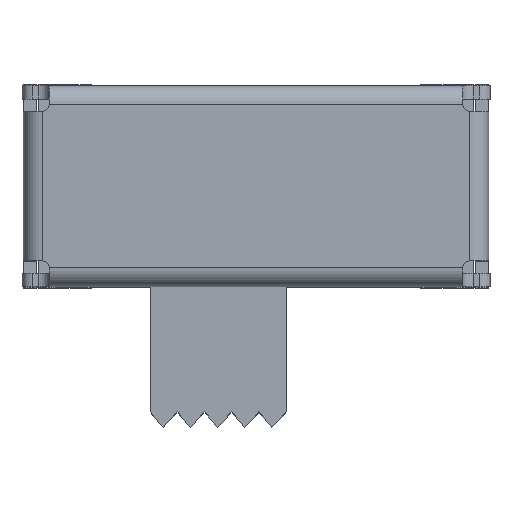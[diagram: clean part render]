
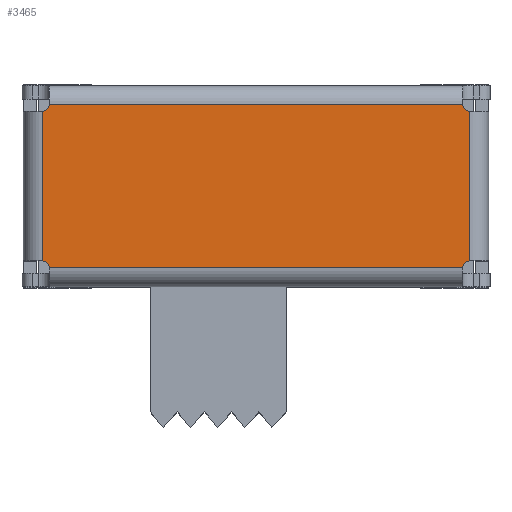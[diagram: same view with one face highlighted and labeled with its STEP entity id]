
A CAD part, top view. The second image highlights one B-rep face of the part: STEP entity #3465.
In plain terms, the highlighted planar face has unit normal (0, 0, 1).
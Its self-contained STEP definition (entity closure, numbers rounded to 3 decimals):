
#1029 = VERTEX_POINT('',#1030);
#1030 = CARTESIAN_POINT('',(-7.6,3.,0.5));
#1045 = CYLINDRICAL_SURFACE('',#1046,0.7);
#1046 = AXIS2_PLACEMENT_3D('',#1047,#1048,#1049);
#1047 = CARTESIAN_POINT('',(-7.6,3.,-0.2));
#1048 = DIRECTION('',(1.,0.,0.));
#1049 = DIRECTION('',(0.,0.,1.));
#1071 = CYLINDRICAL_SURFACE('',#1072,0.25);
#1072 = AXIS2_PLACEMENT_3D('',#1073,#1074,#1075);
#1073 = CARTESIAN_POINT('',(-7.85,3.,0.));
#1074 = DIRECTION('',(-0.,-0.,-1.));
#1075 = DIRECTION('',(1.,0.,0.));
#2628 = VERTEX_POINT('',#2629);
#2629 = CARTESIAN_POINT('',(7.6,3.,0.5));
#2651 = EDGE_CURVE('',#1029,#2628,#2652,.T.);
#2652 = SURFACE_CURVE('',#2653,(#2657,#2664),.PCURVE_S1.);
#2653 = LINE('',#2654,#2655);
#2654 = CARTESIAN_POINT('',(-7.6,3.,0.5));
#2655 = VECTOR('',#2656,1.);
#2656 = DIRECTION('',(1.,0.,0.));
#2657 = PCURVE('',#1045,#2658);
#2658 = DEFINITIONAL_REPRESENTATION('',(#2659),#2663);
#2659 = LINE('',#2660,#2661);
#2660 = CARTESIAN_POINT('',(-0.,0.));
#2661 = VECTOR('',#2662,1.);
#2662 = DIRECTION('',(-0.,1.));
#2663 = ( GEOMETRIC_REPRESENTATION_CONTEXT(2) 
PARAMETRIC_REPRESENTATION_CONTEXT() REPRESENTATION_CONTEXT('2D SPACE',''
  ) );
#2664 = PCURVE('',#2665,#2670);
#2665 = PLANE('',#2666);
#2666 = AXIS2_PLACEMENT_3D('',#2667,#2668,#2669);
#2667 = CARTESIAN_POINT('',(0.,0.,0.5));
#2668 = DIRECTION('',(0.,0.,1.));
#2669 = DIRECTION('',(1.,0.,0.));
#2670 = DEFINITIONAL_REPRESENTATION('',(#2671),#2675);
#2671 = LINE('',#2672,#2673);
#2672 = CARTESIAN_POINT('',(-7.6,3.));
#2673 = VECTOR('',#2674,1.);
#2674 = DIRECTION('',(1.,0.));
#2675 = ( GEOMETRIC_REPRESENTATION_CONTEXT(2) 
PARAMETRIC_REPRESENTATION_CONTEXT() REPRESENTATION_CONTEXT('2D SPACE',''
  ) );
#2683 = VERTEX_POINT('',#2684);
#2684 = CARTESIAN_POINT('',(-7.85,2.75,0.5));
#2710 = EDGE_CURVE('',#2683,#1029,#2711,.T.);
#2711 = SURFACE_CURVE('',#2712,(#2717,#2724),.PCURVE_S1.);
#2712 = CIRCLE('',#2713,0.25);
#2713 = AXIS2_PLACEMENT_3D('',#2714,#2715,#2716);
#2714 = CARTESIAN_POINT('',(-7.85,3.,0.5));
#2715 = DIRECTION('',(0.,0.,1.));
#2716 = DIRECTION('',(1.,0.,0.));
#2717 = PCURVE('',#1071,#2718);
#2718 = DEFINITIONAL_REPRESENTATION('',(#2719),#2723);
#2719 = LINE('',#2720,#2721);
#2720 = CARTESIAN_POINT('',(-0.,-0.5));
#2721 = VECTOR('',#2722,1.);
#2722 = DIRECTION('',(-1.,0.));
#2723 = ( GEOMETRIC_REPRESENTATION_CONTEXT(2) 
PARAMETRIC_REPRESENTATION_CONTEXT() REPRESENTATION_CONTEXT('2D SPACE',''
  ) );
#2724 = PCURVE('',#2665,#2725);
#2725 = DEFINITIONAL_REPRESENTATION('',(#2726),#2730);
#2726 = CIRCLE('',#2727,0.25);
#2727 = AXIS2_PLACEMENT_2D('',#2728,#2729);
#2728 = CARTESIAN_POINT('',(-7.85,3.));
#2729 = DIRECTION('',(1.,0.));
#2730 = ( GEOMETRIC_REPRESENTATION_CONTEXT(2) 
PARAMETRIC_REPRESENTATION_CONTEXT() REPRESENTATION_CONTEXT('2D SPACE',''
  ) );
#2931 = CYLINDRICAL_SURFACE('',#2932,0.25);
#2932 = AXIS2_PLACEMENT_3D('',#2933,#2934,#2935);
#2933 = CARTESIAN_POINT('',(7.85,3.,0.));
#2934 = DIRECTION('',(-0.,-0.,-1.));
#2935 = DIRECTION('',(1.,0.,0.));
#2992 = CYLINDRICAL_SURFACE('',#2993,0.25);
#2993 = AXIS2_PLACEMENT_3D('',#2994,#2995,#2996);
#2994 = CARTESIAN_POINT('',(-7.85,-3.,0.));
#2995 = DIRECTION('',(-0.,-0.,-1.));
#2996 = DIRECTION('',(1.,0.,0.));
#3049 = CYLINDRICAL_SURFACE('',#3050,0.25);
#3050 = AXIS2_PLACEMENT_3D('',#3051,#3052,#3053);
#3051 = CARTESIAN_POINT('',(7.85,-3.,0.));
#3052 = DIRECTION('',(-0.,-0.,-1.));
#3053 = DIRECTION('',(1.,0.,0.));
#3465 = ADVANCED_FACE('',(#3466),#2665,.T.);
#3466 = FACE_BOUND('',#3467,.T.);
#3467 = EDGE_LOOP('',(#3468,#3469,#3497,#3521,#3549,#3573,#3601,#3623));
#3468 = ORIENTED_EDGE('',*,*,#2710,.F.);
#3469 = ORIENTED_EDGE('',*,*,#3470,.T.);
#3470 = EDGE_CURVE('',#2683,#3471,#3473,.T.);
#3471 = VERTEX_POINT('',#3472);
#3472 = CARTESIAN_POINT('',(-7.85,-2.75,0.5));
#3473 = SURFACE_CURVE('',#3474,(#3478,#3485),.PCURVE_S1.);
#3474 = LINE('',#3475,#3476);
#3475 = CARTESIAN_POINT('',(-7.85,2.75,0.5));
#3476 = VECTOR('',#3477,1.);
#3477 = DIRECTION('',(0.,-1.,0.));
#3478 = PCURVE('',#2665,#3479);
#3479 = DEFINITIONAL_REPRESENTATION('',(#3480),#3484);
#3480 = LINE('',#3481,#3482);
#3481 = CARTESIAN_POINT('',(-7.85,2.75));
#3482 = VECTOR('',#3483,1.);
#3483 = DIRECTION('',(0.,-1.));
#3484 = ( GEOMETRIC_REPRESENTATION_CONTEXT(2) 
PARAMETRIC_REPRESENTATION_CONTEXT() REPRESENTATION_CONTEXT('2D SPACE',''
  ) );
#3485 = PCURVE('',#3486,#3491);
#3486 = CYLINDRICAL_SURFACE('',#3487,0.7);
#3487 = AXIS2_PLACEMENT_3D('',#3488,#3489,#3490);
#3488 = CARTESIAN_POINT('',(-7.85,2.75,-0.2));
#3489 = DIRECTION('',(0.,-1.,0.));
#3490 = DIRECTION('',(0.,0.,1.));
#3491 = DEFINITIONAL_REPRESENTATION('',(#3492),#3496);
#3492 = LINE('',#3493,#3494);
#3493 = CARTESIAN_POINT('',(0.,0.));
#3494 = VECTOR('',#3495,1.);
#3495 = DIRECTION('',(0.,1.));
#3496 = ( GEOMETRIC_REPRESENTATION_CONTEXT(2) 
PARAMETRIC_REPRESENTATION_CONTEXT() REPRESENTATION_CONTEXT('2D SPACE',''
  ) );
#3497 = ORIENTED_EDGE('',*,*,#3498,.F.);
#3498 = EDGE_CURVE('',#3499,#3471,#3501,.T.);
#3499 = VERTEX_POINT('',#3500);
#3500 = CARTESIAN_POINT('',(-7.6,-3.,0.5));
#3501 = SURFACE_CURVE('',#3502,(#3507,#3514),.PCURVE_S1.);
#3502 = CIRCLE('',#3503,0.25);
#3503 = AXIS2_PLACEMENT_3D('',#3504,#3505,#3506);
#3504 = CARTESIAN_POINT('',(-7.85,-3.,0.5));
#3505 = DIRECTION('',(0.,0.,1.));
#3506 = DIRECTION('',(1.,0.,0.));
#3507 = PCURVE('',#2665,#3508);
#3508 = DEFINITIONAL_REPRESENTATION('',(#3509),#3513);
#3509 = CIRCLE('',#3510,0.25);
#3510 = AXIS2_PLACEMENT_2D('',#3511,#3512);
#3511 = CARTESIAN_POINT('',(-7.85,-3.));
#3512 = DIRECTION('',(1.,0.));
#3513 = ( GEOMETRIC_REPRESENTATION_CONTEXT(2) 
PARAMETRIC_REPRESENTATION_CONTEXT() REPRESENTATION_CONTEXT('2D SPACE',''
  ) );
#3514 = PCURVE('',#2992,#3515);
#3515 = DEFINITIONAL_REPRESENTATION('',(#3516),#3520);
#3516 = LINE('',#3517,#3518);
#3517 = CARTESIAN_POINT('',(-0.,-0.5));
#3518 = VECTOR('',#3519,1.);
#3519 = DIRECTION('',(-1.,0.));
#3520 = ( GEOMETRIC_REPRESENTATION_CONTEXT(2) 
PARAMETRIC_REPRESENTATION_CONTEXT() REPRESENTATION_CONTEXT('2D SPACE',''
  ) );
#3521 = ORIENTED_EDGE('',*,*,#3522,.F.);
#3522 = EDGE_CURVE('',#3523,#3499,#3525,.T.);
#3523 = VERTEX_POINT('',#3524);
#3524 = CARTESIAN_POINT('',(7.6,-3.,0.5));
#3525 = SURFACE_CURVE('',#3526,(#3530,#3537),.PCURVE_S1.);
#3526 = LINE('',#3527,#3528);
#3527 = CARTESIAN_POINT('',(7.6,-3.,0.5));
#3528 = VECTOR('',#3529,1.);
#3529 = DIRECTION('',(-1.,0.,0.));
#3530 = PCURVE('',#2665,#3531);
#3531 = DEFINITIONAL_REPRESENTATION('',(#3532),#3536);
#3532 = LINE('',#3533,#3534);
#3533 = CARTESIAN_POINT('',(7.6,-3.));
#3534 = VECTOR('',#3535,1.);
#3535 = DIRECTION('',(-1.,0.));
#3536 = ( GEOMETRIC_REPRESENTATION_CONTEXT(2) 
PARAMETRIC_REPRESENTATION_CONTEXT() REPRESENTATION_CONTEXT('2D SPACE',''
  ) );
#3537 = PCURVE('',#3538,#3543);
#3538 = CYLINDRICAL_SURFACE('',#3539,0.7);
#3539 = AXIS2_PLACEMENT_3D('',#3540,#3541,#3542);
#3540 = CARTESIAN_POINT('',(7.6,-3.,-0.2));
#3541 = DIRECTION('',(-1.,0.,0.));
#3542 = DIRECTION('',(0.,0.,1.));
#3543 = DEFINITIONAL_REPRESENTATION('',(#3544),#3548);
#3544 = LINE('',#3545,#3546);
#3545 = CARTESIAN_POINT('',(-0.,0.));
#3546 = VECTOR('',#3547,1.);
#3547 = DIRECTION('',(-0.,1.));
#3548 = ( GEOMETRIC_REPRESENTATION_CONTEXT(2) 
PARAMETRIC_REPRESENTATION_CONTEXT() REPRESENTATION_CONTEXT('2D SPACE',''
  ) );
#3549 = ORIENTED_EDGE('',*,*,#3550,.F.);
#3550 = EDGE_CURVE('',#3551,#3523,#3553,.T.);
#3551 = VERTEX_POINT('',#3552);
#3552 = CARTESIAN_POINT('',(7.85,-2.75,0.5));
#3553 = SURFACE_CURVE('',#3554,(#3559,#3566),.PCURVE_S1.);
#3554 = CIRCLE('',#3555,0.25);
#3555 = AXIS2_PLACEMENT_3D('',#3556,#3557,#3558);
#3556 = CARTESIAN_POINT('',(7.85,-3.,0.5));
#3557 = DIRECTION('',(0.,0.,1.));
#3558 = DIRECTION('',(1.,0.,0.));
#3559 = PCURVE('',#2665,#3560);
#3560 = DEFINITIONAL_REPRESENTATION('',(#3561),#3565);
#3561 = CIRCLE('',#3562,0.25);
#3562 = AXIS2_PLACEMENT_2D('',#3563,#3564);
#3563 = CARTESIAN_POINT('',(7.85,-3.));
#3564 = DIRECTION('',(1.,0.));
#3565 = ( GEOMETRIC_REPRESENTATION_CONTEXT(2) 
PARAMETRIC_REPRESENTATION_CONTEXT() REPRESENTATION_CONTEXT('2D SPACE',''
  ) );
#3566 = PCURVE('',#3049,#3567);
#3567 = DEFINITIONAL_REPRESENTATION('',(#3568),#3572);
#3568 = LINE('',#3569,#3570);
#3569 = CARTESIAN_POINT('',(-0.,-0.5));
#3570 = VECTOR('',#3571,1.);
#3571 = DIRECTION('',(-1.,0.));
#3572 = ( GEOMETRIC_REPRESENTATION_CONTEXT(2) 
PARAMETRIC_REPRESENTATION_CONTEXT() REPRESENTATION_CONTEXT('2D SPACE',''
  ) );
#3573 = ORIENTED_EDGE('',*,*,#3574,.F.);
#3574 = EDGE_CURVE('',#3575,#3551,#3577,.T.);
#3575 = VERTEX_POINT('',#3576);
#3576 = CARTESIAN_POINT('',(7.85,2.75,0.5));
#3577 = SURFACE_CURVE('',#3578,(#3582,#3589),.PCURVE_S1.);
#3578 = LINE('',#3579,#3580);
#3579 = CARTESIAN_POINT('',(7.85,2.75,0.5));
#3580 = VECTOR('',#3581,1.);
#3581 = DIRECTION('',(0.,-1.,0.));
#3582 = PCURVE('',#2665,#3583);
#3583 = DEFINITIONAL_REPRESENTATION('',(#3584),#3588);
#3584 = LINE('',#3585,#3586);
#3585 = CARTESIAN_POINT('',(7.85,2.75));
#3586 = VECTOR('',#3587,1.);
#3587 = DIRECTION('',(0.,-1.));
#3588 = ( GEOMETRIC_REPRESENTATION_CONTEXT(2) 
PARAMETRIC_REPRESENTATION_CONTEXT() REPRESENTATION_CONTEXT('2D SPACE',''
  ) );
#3589 = PCURVE('',#3590,#3595);
#3590 = CYLINDRICAL_SURFACE('',#3591,0.7);
#3591 = AXIS2_PLACEMENT_3D('',#3592,#3593,#3594);
#3592 = CARTESIAN_POINT('',(7.85,2.75,-0.2));
#3593 = DIRECTION('',(0.,-1.,0.));
#3594 = DIRECTION('',(0.,0.,1.));
#3595 = DEFINITIONAL_REPRESENTATION('',(#3596),#3600);
#3596 = LINE('',#3597,#3598);
#3597 = CARTESIAN_POINT('',(-0.,0.));
#3598 = VECTOR('',#3599,1.);
#3599 = DIRECTION('',(-0.,1.));
#3600 = ( GEOMETRIC_REPRESENTATION_CONTEXT(2) 
PARAMETRIC_REPRESENTATION_CONTEXT() REPRESENTATION_CONTEXT('2D SPACE',''
  ) );
#3601 = ORIENTED_EDGE('',*,*,#3602,.F.);
#3602 = EDGE_CURVE('',#2628,#3575,#3603,.T.);
#3603 = SURFACE_CURVE('',#3604,(#3609,#3616),.PCURVE_S1.);
#3604 = CIRCLE('',#3605,0.25);
#3605 = AXIS2_PLACEMENT_3D('',#3606,#3607,#3608);
#3606 = CARTESIAN_POINT('',(7.85,3.,0.5));
#3607 = DIRECTION('',(0.,0.,1.));
#3608 = DIRECTION('',(1.,0.,0.));
#3609 = PCURVE('',#2665,#3610);
#3610 = DEFINITIONAL_REPRESENTATION('',(#3611),#3615);
#3611 = CIRCLE('',#3612,0.25);
#3612 = AXIS2_PLACEMENT_2D('',#3613,#3614);
#3613 = CARTESIAN_POINT('',(7.85,3.));
#3614 = DIRECTION('',(1.,0.));
#3615 = ( GEOMETRIC_REPRESENTATION_CONTEXT(2) 
PARAMETRIC_REPRESENTATION_CONTEXT() REPRESENTATION_CONTEXT('2D SPACE',''
  ) );
#3616 = PCURVE('',#2931,#3617);
#3617 = DEFINITIONAL_REPRESENTATION('',(#3618),#3622);
#3618 = LINE('',#3619,#3620);
#3619 = CARTESIAN_POINT('',(-0.,-0.5));
#3620 = VECTOR('',#3621,1.);
#3621 = DIRECTION('',(-1.,0.));
#3622 = ( GEOMETRIC_REPRESENTATION_CONTEXT(2) 
PARAMETRIC_REPRESENTATION_CONTEXT() REPRESENTATION_CONTEXT('2D SPACE',''
  ) );
#3623 = ORIENTED_EDGE('',*,*,#2651,.F.);
